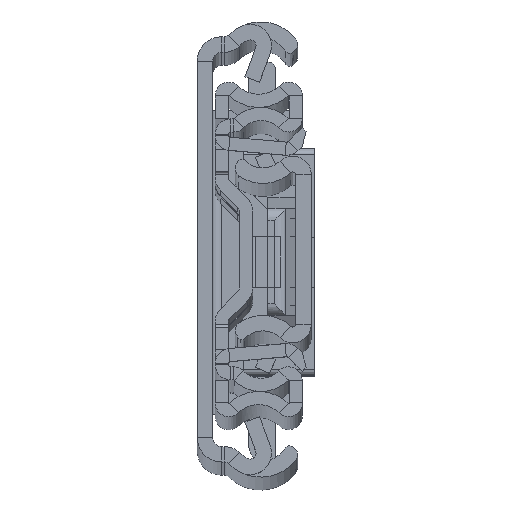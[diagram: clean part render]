
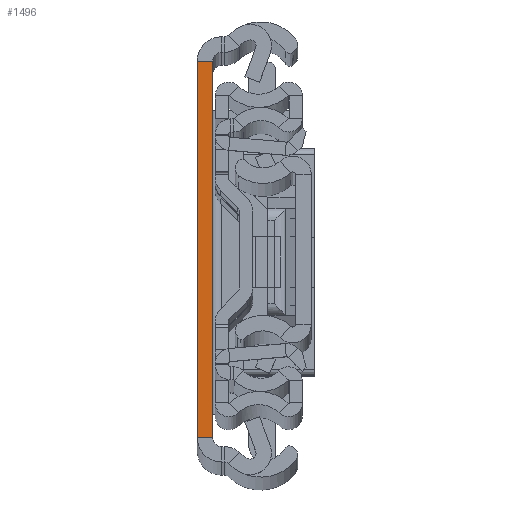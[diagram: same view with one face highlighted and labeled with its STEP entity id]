
A CAD part, top view. The second image highlights one B-rep face of the part: STEP entity #1496.
In plain terms, the highlighted planar face has unit normal (0, 0, 1).
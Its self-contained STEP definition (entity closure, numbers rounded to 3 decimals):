
#1023 = DIRECTION ( 'NONE',  ( 0., 0., -1. ) ) ;
#1494 = VECTOR ( 'NONE', #7294, 1000. ) ;
#1496 = ADVANCED_FACE ( 'NONE', ( #9025 ), #13398, .F. ) ;
#1522 = EDGE_LOOP ( 'NONE', ( #15653, #9736, #8190, #13453 ) ) ;
#2031 = DIRECTION ( 'NONE',  ( 1., 0., 0. ) ) ;
#2087 = DIRECTION ( 'NONE',  ( 1., 0., 0. ) ) ;
#2141 = VECTOR ( 'NONE', #16710, 1000. ) ;
#2940 = EDGE_CURVE ( 'NONE', #10037, #4688, #14511, .T. ) ;
#4688 = VERTEX_POINT ( 'NONE', #10577 ) ;
#4909 = DIRECTION ( 'NONE',  ( 0., 1., 0. ) ) ;
#5658 = AXIS2_PLACEMENT_3D ( 'NONE', #10481, #1023, #4909 ) ;
#5897 = VECTOR ( 'NONE', #2031, 1000. ) ;
#5962 = CARTESIAN_POINT ( 'NONE',  ( 2.6, -31.5, 0. ) ) ;
#6175 = LINE ( 'NONE', #9962, #2141 ) ;
#6685 = EDGE_CURVE ( 'NONE', #8969, #8562, #11840, .T. ) ;
#7294 = DIRECTION ( 'NONE',  ( 0., 1., 0. ) ) ;
#7536 = CARTESIAN_POINT ( 'NONE',  ( 0., 31.5, 0. ) ) ;
#8190 = ORIENTED_EDGE ( 'NONE', *, *, #6685, .T. ) ;
#8562 = VERTEX_POINT ( 'NONE', #5962 ) ;
#8969 = VERTEX_POINT ( 'NONE', #17608 ) ;
#9025 = FACE_OUTER_BOUND ( 'NONE', #1522, .T. ) ;
#9505 = EDGE_CURVE ( 'NONE', #8562, #4688, #11319, .T. ) ;
#9736 = ORIENTED_EDGE ( 'NONE', *, *, #13095, .F. ) ;
#9962 = CARTESIAN_POINT ( 'NONE',  ( 0., -31.5, 0. ) ) ;
#10037 = VERTEX_POINT ( 'NONE', #7536 ) ;
#10481 = CARTESIAN_POINT ( 'NONE',  ( 2.6, -31.5, 0. ) ) ;
#10577 = CARTESIAN_POINT ( 'NONE',  ( 2.6, 31.5, 0. ) ) ;
#11319 = LINE ( 'NONE', #12780, #1494 ) ;
#11840 = LINE ( 'NONE', #17489, #13071 ) ;
#12780 = CARTESIAN_POINT ( 'NONE',  ( 2.6, -31.5, 0. ) ) ;
#13071 = VECTOR ( 'NONE', #2087, 1000. ) ;
#13095 = EDGE_CURVE ( 'NONE', #8969, #10037, #6175, .T. ) ;
#13398 = PLANE ( 'NONE',  #5658 ) ;
#13453 = ORIENTED_EDGE ( 'NONE', *, *, #9505, .T. ) ;
#14511 = LINE ( 'NONE', #17245, #5897 ) ;
#15653 = ORIENTED_EDGE ( 'NONE', *, *, #2940, .F. ) ;
#16710 = DIRECTION ( 'NONE',  ( 0., 1., 0. ) ) ;
#17245 = CARTESIAN_POINT ( 'NONE',  ( 2.6, 31.5, 0. ) ) ;
#17489 = CARTESIAN_POINT ( 'NONE',  ( 2.6, -31.5, 0. ) ) ;
#17608 = CARTESIAN_POINT ( 'NONE',  ( 0., -31.5, 0. ) ) ;
